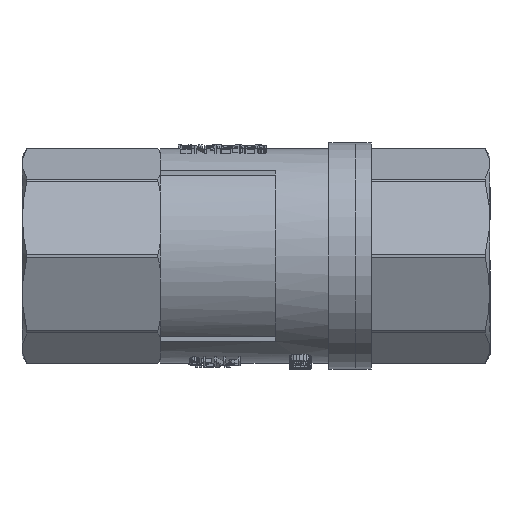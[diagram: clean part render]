
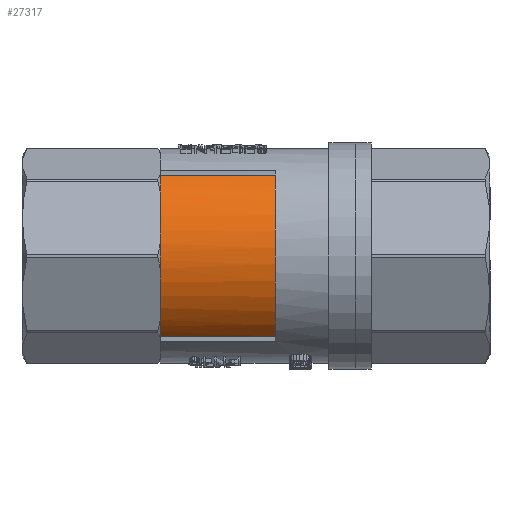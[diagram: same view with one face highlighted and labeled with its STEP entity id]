
A CAD part, front view. The second image highlights one B-rep face of the part: STEP entity #27317.
In plain terms, the highlighted cylindrical face has radius 13.5 mm (diameter 27 mm), a partial arc.
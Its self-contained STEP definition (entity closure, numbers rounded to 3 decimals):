
#1735=LINE('',#39285,#2967);
#1738=LINE('',#39301,#2970);
#2967=VECTOR('',#31636,1000.);
#2970=VECTOR('',#31651,1000.);
#5292=ORIENTED_EDGE('',*,*,#11575,.F.);
#5293=ORIENTED_EDGE('',*,*,#11576,.F.);
#5294=ORIENTED_EDGE('',*,*,#11577,.F.);
#5295=ORIENTED_EDGE('',*,*,#11578,.F.);
#5296=ORIENTED_EDGE('',*,*,#11579,.F.);
#5297=ORIENTED_EDGE('',*,*,#11580,.F.);
#5298=ORIENTED_EDGE('',*,*,#11581,.T.);
#5299=ORIENTED_EDGE('',*,*,#11572,.T.);
#11572=EDGE_CURVE('',#14731,#14730,#1735,.T.);
#11575=EDGE_CURVE('',#14733,#14730,#16827,.T.);
#11576=EDGE_CURVE('',#14734,#14733,#16828,.T.);
#11577=EDGE_CURVE('',#14735,#14734,#16829,.T.);
#11578=EDGE_CURVE('',#14736,#14735,#16830,.T.);
#11579=EDGE_CURVE('',#14737,#14736,#16831,.T.);
#11580=EDGE_CURVE('',#14738,#14737,#1738,.T.);
#11581=EDGE_CURVE('',#14738,#14731,#16832,.T.);
#14730=VERTEX_POINT('',#39284);
#14731=VERTEX_POINT('',#39286);
#14733=VERTEX_POINT('',#39292);
#14734=VERTEX_POINT('',#39294);
#14735=VERTEX_POINT('',#39296);
#14736=VERTEX_POINT('',#39298);
#14737=VERTEX_POINT('',#39300);
#14738=VERTEX_POINT('',#39302);
#16827=CIRCLE('',#28554,13.5);
#16828=CIRCLE('',#28555,13.5);
#16829=CIRCLE('',#28556,13.5);
#16830=CIRCLE('',#28557,13.5);
#16831=CIRCLE('',#28558,13.5);
#16832=CIRCLE('',#28559,13.5);
#17220=EDGE_LOOP('',(#5292,#5293,#5294,#5295,#5296,#5297,#5298,#5299));
#18510=FACE_BOUND('',#17220,.T.);
#19763=CYLINDRICAL_SURFACE('',#28553,13.5);
#27317=ADVANCED_FACE('',(#18510),#19763,.T.);
#28553=AXIS2_PLACEMENT_3D('',#39290,#31639,#31640);
#28554=AXIS2_PLACEMENT_3D('',#39291,#31641,#31642);
#28555=AXIS2_PLACEMENT_3D('',#39293,#31643,#31644);
#28556=AXIS2_PLACEMENT_3D('',#39295,#31645,#31646);
#28557=AXIS2_PLACEMENT_3D('',#39297,#31647,#31648);
#28558=AXIS2_PLACEMENT_3D('',#39299,#31649,#31650);
#28559=AXIS2_PLACEMENT_3D('',#39303,#31652,#31653);
#31636=DIRECTION('',(0.,0.,1.));
#31639=DIRECTION('',(0.,0.,1.));
#31640=DIRECTION('',(0.924,-0.383,0.));
#31641=DIRECTION('',(0.,0.,1.));
#31642=DIRECTION('',(0.924,-0.383,0.));
#31643=DIRECTION('',(0.,0.,1.));
#31644=DIRECTION('',(0.924,-0.383,0.));
#31645=DIRECTION('',(0.,0.,1.));
#31646=DIRECTION('',(0.924,-0.383,0.));
#31647=DIRECTION('',(0.,0.,1.));
#31648=DIRECTION('',(0.924,-0.383,0.));
#31649=DIRECTION('',(0.,0.,1.));
#31650=DIRECTION('',(0.924,-0.383,0.));
#31651=DIRECTION('',(0.,0.,1.));
#31652=DIRECTION('',(0.,0.,1.));
#31653=DIRECTION('',(0.924,-0.383,0.));
#39284=CARTESIAN_POINT('',(5.,10.488,-1.5));
#39285=CARTESIAN_POINT('',(5.,10.488,-1.5));
#39286=CARTESIAN_POINT('',(5.,10.488,-16.5));
#39290=CARTESIAN_POINT('',(-3.5,0.,-1.5));
#39291=CARTESIAN_POINT('',(-3.5,0.,-1.5));
#39292=CARTESIAN_POINT('',(7.117,8.338,-1.5));
#39293=CARTESIAN_POINT('',(-3.5,0.,-1.5));
#39294=CARTESIAN_POINT('',(9.903,1.612,-1.5));
#39295=CARTESIAN_POINT('',(-3.5,0.,-1.5));
#39296=CARTESIAN_POINT('',(9.903,-1.612,-1.5));
#39297=CARTESIAN_POINT('',(-3.5,0.,-1.5));
#39298=CARTESIAN_POINT('',(7.117,-8.338,-1.5));
#39299=CARTESIAN_POINT('',(-3.5,0.,-1.5));
#39300=CARTESIAN_POINT('',(5.,-10.488,-1.5));
#39301=CARTESIAN_POINT('',(5.,-10.488,-1.5));
#39302=CARTESIAN_POINT('',(5.,-10.488,-16.5));
#39303=CARTESIAN_POINT('',(-3.5,0.,-16.5));
